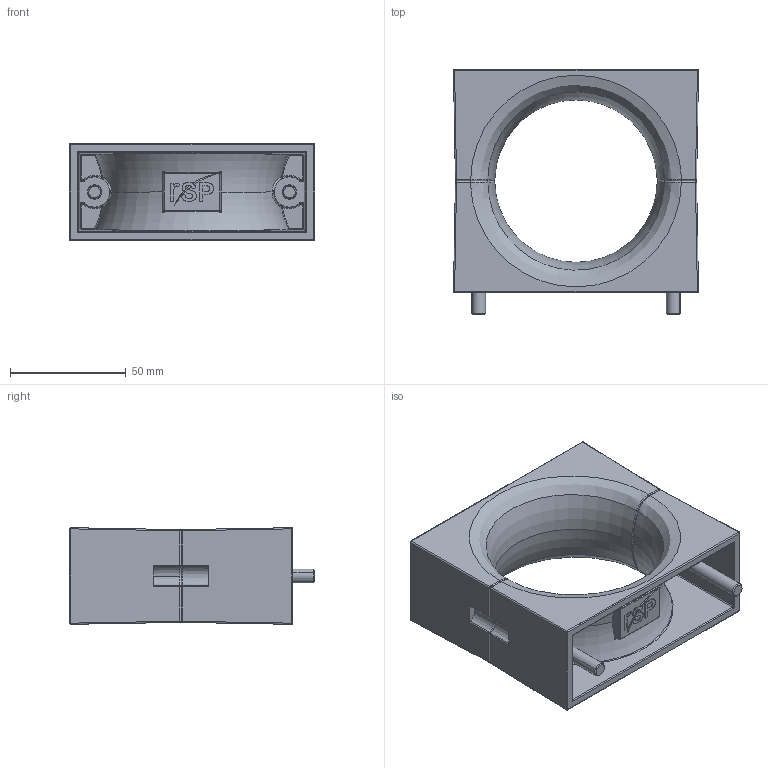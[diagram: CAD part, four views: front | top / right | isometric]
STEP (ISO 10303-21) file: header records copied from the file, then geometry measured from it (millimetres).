
FILE_DESCRIPTION (( 'STEP AP203' ), '1' );
FILE_NAME ('P8251.STEP', '2021-03-09T07:48:16', ( '' ), ( '' ), 'SwSTEP 2.0', 'SolidWorks 2019', '' );
FILE_SCHEMA (( 'CONFIG_CONTROL_DESIGN' ));
Length unit declared in the file: millimetre
Products named in the file (1): P8251
Bounding box: 105.66 x 105.4 x 41.66 mm (x, y, z)
Volume: 100237.4 mm3; surface area: 59818.4 mm2
Topology: 6 solids, 6 shells, 558 faces, 1352 edges, 764 vertices
Faces by surface type: bspline 152, plane 132, cylinder 116, torus 56, sphere 52, cone 50
Entity records: 23833 total; most frequent: CARTESIAN_POINT 12037, ORIENTED_EDGE 2576, DIRECTION 2262, EDGE_CURVE 1288, AXIS2_PLACEMENT_3D 903, VERTEX_POINT 764, EDGE_LOOP 592, FACE_OUTER_BOUND 558
